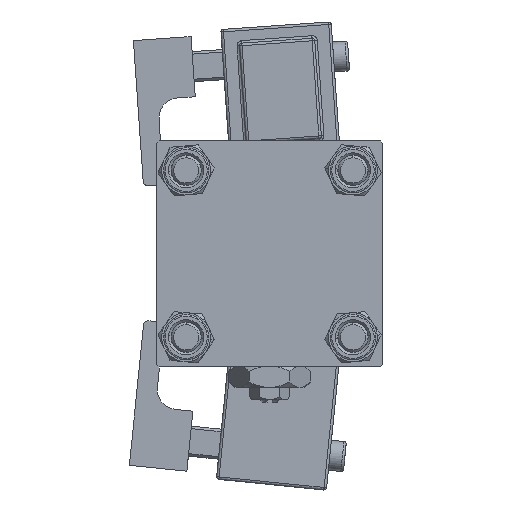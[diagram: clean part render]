
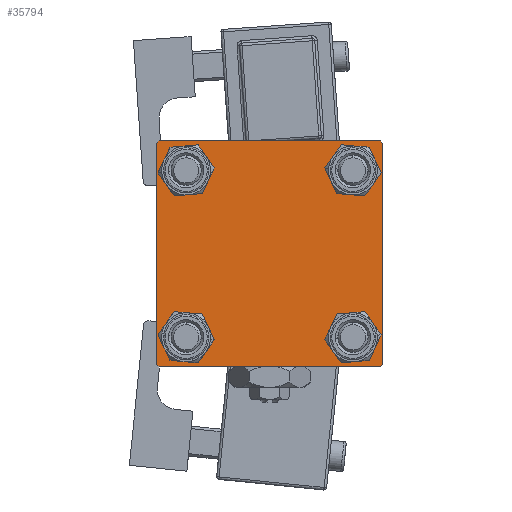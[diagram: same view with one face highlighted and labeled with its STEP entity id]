
A CAD part, left-side view. The second image highlights one B-rep face of the part: STEP entity #35794.
In plain terms, the highlighted planar face has unit normal (-1, 0, 0).
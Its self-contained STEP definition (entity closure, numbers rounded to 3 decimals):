
#43 = CARTESIAN_POINT ( 'NONE',  ( 0., -22., -22.5 ) ) ;
#61 = DIRECTION ( 'NONE',  ( 1., 0., 0. ) ) ;
#372 = CARTESIAN_POINT ( 'NONE',  ( 0., -16.6, -16.6 ) ) ;
#712 = FACE_BOUND ( 'NONE', #58332, .T. ) ;
#959 = CARTESIAN_POINT ( 'NONE',  ( 0., -22.25, 22.25 ) ) ;
#1409 = CARTESIAN_POINT ( 'NONE',  ( 0., 16.6, -16.6 ) ) ;
#1638 = DIRECTION ( 'NONE',  ( 0., -1., 0. ) ) ;
#2168 = ORIENTED_EDGE ( 'NONE', *, *, #53810, .T. ) ;
#3347 = CARTESIAN_POINT ( 'NONE',  ( 0., -16.6, 16.6 ) ) ;
#3451 = VECTOR ( 'NONE', #1638, 1000. ) ;
#3508 = ORIENTED_EDGE ( 'NONE', *, *, #37099, .T. ) ;
#3894 = AXIS2_PLACEMENT_3D ( 'NONE', #3347, #48885, #42778 ) ;
#4421 = ORIENTED_EDGE ( 'NONE', *, *, #39827, .T. ) ;
#4893 = VERTEX_POINT ( 'NONE', #43 ) ;
#6015 = ORIENTED_EDGE ( 'NONE', *, *, #14311, .T. ) ;
#6537 = ORIENTED_EDGE ( 'NONE', *, *, #40382, .T. ) ;
#6775 = LINE ( 'NONE', #959, #49618 ) ;
#7453 = ORIENTED_EDGE ( 'NONE', *, *, #48594, .F. ) ;
#7487 = EDGE_CURVE ( 'NONE', #41925, #55273, #18419, .T. ) ;
#7723 = CARTESIAN_POINT ( 'NONE',  ( 0., 22.5, 22.5 ) ) ;
#7995 = CARTESIAN_POINT ( 'NONE',  ( 0., -22.5, 22. ) ) ;
#8037 = CARTESIAN_POINT ( 'NONE',  ( 0., 16.6, -20.1 ) ) ;
#8111 = EDGE_LOOP ( 'NONE', ( #63885, #4421 ) ) ;
#8256 = VERTEX_POINT ( 'NONE', #62050 ) ;
#8494 = CIRCLE ( 'NONE', #14680, 3.5 ) ;
#10328 = DIRECTION ( 'NONE',  ( 0., 0., 1. ) ) ;
#10400 = DIRECTION ( 'NONE',  ( 0., 0., 1. ) ) ;
#10427 = FACE_BOUND ( 'NONE', #47385, .T. ) ;
#10676 = DIRECTION ( 'NONE',  ( 0., 0.707, 0.707 ) ) ;
#10994 = LINE ( 'NONE', #30696, #37107 ) ;
#11188 = ORIENTED_EDGE ( 'NONE', *, *, #41087, .T. ) ;
#11441 = DIRECTION ( 'NONE',  ( 1., 0., 0. ) ) ;
#11447 = VERTEX_POINT ( 'NONE', #8037 ) ;
#11455 = CARTESIAN_POINT ( 'NONE',  ( 0., 16.6, -13.1 ) ) ;
#11690 = PLANE ( 'NONE',  #28022 ) ;
#11801 = CIRCLE ( 'NONE', #13888, 3.5 ) ;
#12104 = CIRCLE ( 'NONE', #60637, 3.5 ) ;
#12779 = AXIS2_PLACEMENT_3D ( 'NONE', #16976, #47640, #41848 ) ;
#13060 = DIRECTION ( 'NONE',  ( 0., -0.707, 0.707 ) ) ;
#13434 = AXIS2_PLACEMENT_3D ( 'NONE', #55710, #11441, #26632 ) ;
#13554 = CARTESIAN_POINT ( 'NONE',  ( 0., 22.25, -22.25 ) ) ;
#13642 = VERTEX_POINT ( 'NONE', #54423 ) ;
#13865 = EDGE_CURVE ( 'NONE', #39355, #60227, #12104, .T. ) ;
#13888 = AXIS2_PLACEMENT_3D ( 'NONE', #50037, #40038, #25492 ) ;
#14212 = VERTEX_POINT ( 'NONE', #7995 ) ;
#14311 = EDGE_CURVE ( 'NONE', #32193, #34941, #55508, .T. ) ;
#14337 = CARTESIAN_POINT ( 'NONE',  ( 0., -22.25, -22.25 ) ) ;
#14680 = AXIS2_PLACEMENT_3D ( 'NONE', #20665, #60086, #10328 ) ;
#16551 = FACE_BOUND ( 'NONE', #52177, .T. ) ;
#16976 = CARTESIAN_POINT ( 'NONE',  ( 0., 16.6, -16.6 ) ) ;
#17031 = ORIENTED_EDGE ( 'NONE', *, *, #40217, .T. ) ;
#17072 = VECTOR ( 'NONE', #13060, 1000. ) ;
#18419 = LINE ( 'NONE', #13554, #59360 ) ;
#18548 = CARTESIAN_POINT ( 'NONE',  ( 0., -22.5, -22. ) ) ;
#19099 = DIRECTION ( 'NONE',  ( 0., 0., -1. ) ) ;
#19959 = ORIENTED_EDGE ( 'NONE', *, *, #53839, .T. ) ;
#20185 = VERTEX_POINT ( 'NONE', #18548 ) ;
#20665 = CARTESIAN_POINT ( 'NONE',  ( 0., -16.6, -16.6 ) ) ;
#21167 = CIRCLE ( 'NONE', #23776, 3.5 ) ;
#22675 = DIRECTION ( 'NONE',  ( 0., 0.707, -0.707 ) ) ;
#23776 = AXIS2_PLACEMENT_3D ( 'NONE', #41815, #50531, #41176 ) ;
#24910 = DIRECTION ( 'NONE',  ( 0., 0., -1. ) ) ;
#25301 = DIRECTION ( 'NONE',  ( 0., 0., 1. ) ) ;
#25492 = DIRECTION ( 'NONE',  ( 0., 0., 1. ) ) ;
#25901 = CARTESIAN_POINT ( 'NONE',  ( 0., 22.5, -22.5 ) ) ;
#25935 = DIRECTION ( 'NONE',  ( -1., 0., 0. ) ) ;
#25976 = VECTOR ( 'NONE', #19099, 1000. ) ;
#26632 = DIRECTION ( 'NONE',  ( 0., 0., 1. ) ) ;
#26801 = CARTESIAN_POINT ( 'NONE',  ( 0., 22., -22.5 ) ) ;
#27381 = CARTESIAN_POINT ( 'NONE',  ( 0., -16.6, 13.1 ) ) ;
#28022 = AXIS2_PLACEMENT_3D ( 'NONE', #36261, #25935, #25301 ) ;
#28915 = EDGE_LOOP ( 'NONE', ( #17031, #30895, #56429, #43134, #40294, #3508, #7453, #11188 ) ) ;
#29731 = EDGE_CURVE ( 'NONE', #14212, #20185, #10994, .T. ) ;
#30192 = DIRECTION ( 'NONE',  ( 1., 0., 0. ) ) ;
#30696 = CARTESIAN_POINT ( 'NONE',  ( 0., -22.5, 22.5 ) ) ;
#30895 = ORIENTED_EDGE ( 'NONE', *, *, #7487, .T. ) ;
#32193 = VERTEX_POINT ( 'NONE', #33934 ) ;
#33934 = CARTESIAN_POINT ( 'NONE',  ( 0., -16.6, 20.1 ) ) ;
#34020 = CARTESIAN_POINT ( 'NONE',  ( 0., -16.6, -13.1 ) ) ;
#34163 = VERTEX_POINT ( 'NONE', #11455 ) ;
#34318 = VERTEX_POINT ( 'NONE', #57335 ) ;
#34881 = CARTESIAN_POINT ( 'NONE',  ( 0., -16.6, -20.1 ) ) ;
#34941 = VERTEX_POINT ( 'NONE', #27381 ) ;
#35667 = VERTEX_POINT ( 'NONE', #52159 ) ;
#35794 = ADVANCED_FACE ( 'NONE', ( #16551, #10427, #46254, #712, #40795 ), #11690, .T. ) ;
#36261 = CARTESIAN_POINT ( 'NONE',  ( 0., 0., 0. ) ) ;
#36940 = ORIENTED_EDGE ( 'NONE', *, *, #13865, .T. ) ;
#37099 = EDGE_CURVE ( 'NONE', #14212, #34318, #6775, .T. ) ;
#37107 = VECTOR ( 'NONE', #24910, 1000. ) ;
#39355 = VERTEX_POINT ( 'NONE', #34881 ) ;
#39827 = EDGE_CURVE ( 'NONE', #11447, #34163, #62094, .T. ) ;
#40038 = DIRECTION ( 'NONE',  ( 1., 0., 0. ) ) ;
#40217 = EDGE_CURVE ( 'NONE', #8256, #41925, #53967, .T. ) ;
#40283 = CIRCLE ( 'NONE', #13434, 3.5 ) ;
#40294 = ORIENTED_EDGE ( 'NONE', *, *, #29731, .F. ) ;
#40382 = EDGE_CURVE ( 'NONE', #60227, #39355, #8494, .T. ) ;
#40795 = FACE_OUTER_BOUND ( 'NONE', #28915, .T. ) ;
#41076 = LINE ( 'NONE', #25901, #3451 ) ;
#41087 = EDGE_CURVE ( 'NONE', #13642, #8256, #61129, .T. ) ;
#41176 = DIRECTION ( 'NONE',  ( 0., 0., 1. ) ) ;
#41657 = CARTESIAN_POINT ( 'NONE',  ( 0., 16.6, 20.1 ) ) ;
#41815 = CARTESIAN_POINT ( 'NONE',  ( 0., 16.6, 16.6 ) ) ;
#41848 = DIRECTION ( 'NONE',  ( 0., 0., 1. ) ) ;
#41925 = VERTEX_POINT ( 'NONE', #47164 ) ;
#42778 = DIRECTION ( 'NONE',  ( 0., 0., 1. ) ) ;
#43134 = ORIENTED_EDGE ( 'NONE', *, *, #49320, .T. ) ;
#43725 = CIRCLE ( 'NONE', #12779, 3.5 ) ;
#44139 = EDGE_CURVE ( 'NONE', #55273, #4893, #41076, .T. ) ;
#44391 = EDGE_CURVE ( 'NONE', #34163, #11447, #43725, .T. ) ;
#46107 = EDGE_CURVE ( 'NONE', #35667, #56313, #11801, .T. ) ;
#46254 = FACE_BOUND ( 'NONE', #8111, .T. ) ;
#47138 = DIRECTION ( 'NONE',  ( 0., -1., 0. ) ) ;
#47164 = CARTESIAN_POINT ( 'NONE',  ( 0., 22.5, -22. ) ) ;
#47385 = EDGE_LOOP ( 'NONE', ( #6537, #36940 ) ) ;
#47640 = DIRECTION ( 'NONE',  ( 1., 0., 0. ) ) ;
#48594 = EDGE_CURVE ( 'NONE', #13642, #34318, #56193, .T. ) ;
#48885 = DIRECTION ( 'NONE',  ( 1., 0., 0. ) ) ;
#49320 = EDGE_CURVE ( 'NONE', #4893, #20185, #63135, .T. ) ;
#49618 = VECTOR ( 'NONE', #10676, 1000. ) ;
#49707 = AXIS2_PLACEMENT_3D ( 'NONE', #1409, #30192, #49902 ) ;
#49902 = DIRECTION ( 'NONE',  ( 0., 0., 1. ) ) ;
#50037 = CARTESIAN_POINT ( 'NONE',  ( 0., 16.6, 16.6 ) ) ;
#50531 = DIRECTION ( 'NONE',  ( 1., 0., 0. ) ) ;
#52159 = CARTESIAN_POINT ( 'NONE',  ( 0., 16.6, 13.1 ) ) ;
#52177 = EDGE_LOOP ( 'NONE', ( #6015, #19959 ) ) ;
#52698 = CARTESIAN_POINT ( 'NONE',  ( 0., 22.5, 22.5 ) ) ;
#53810 = EDGE_CURVE ( 'NONE', #56313, #35667, #21167, .T. ) ;
#53839 = EDGE_CURVE ( 'NONE', #34941, #32193, #40283, .T. ) ;
#53967 = LINE ( 'NONE', #52698, #25976 ) ;
#54226 = VECTOR ( 'NONE', #47138, 1000. ) ;
#54423 = CARTESIAN_POINT ( 'NONE',  ( 0., 22., 22.5 ) ) ;
#55273 = VERTEX_POINT ( 'NONE', #26801 ) ;
#55508 = CIRCLE ( 'NONE', #3894, 3.5 ) ;
#55710 = CARTESIAN_POINT ( 'NONE',  ( 0., -16.6, 16.6 ) ) ;
#55941 = VECTOR ( 'NONE', #22675, 1000. ) ;
#56193 = LINE ( 'NONE', #7723, #54226 ) ;
#56282 = CARTESIAN_POINT ( 'NONE',  ( 0., 22.25, 22.25 ) ) ;
#56313 = VERTEX_POINT ( 'NONE', #41657 ) ;
#56429 = ORIENTED_EDGE ( 'NONE', *, *, #44139, .T. ) ;
#56591 = ORIENTED_EDGE ( 'NONE', *, *, #46107, .T. ) ;
#57335 = CARTESIAN_POINT ( 'NONE',  ( 0., -22., 22.5 ) ) ;
#58332 = EDGE_LOOP ( 'NONE', ( #2168, #56591 ) ) ;
#59360 = VECTOR ( 'NONE', #63310, 1000. ) ;
#60086 = DIRECTION ( 'NONE',  ( 1., 0., 0. ) ) ;
#60227 = VERTEX_POINT ( 'NONE', #34020 ) ;
#60637 = AXIS2_PLACEMENT_3D ( 'NONE', #372, #61, #10400 ) ;
#61129 = LINE ( 'NONE', #56282, #55941 ) ;
#62050 = CARTESIAN_POINT ( 'NONE',  ( 0., 22.5, 22. ) ) ;
#62094 = CIRCLE ( 'NONE', #49707, 3.5 ) ;
#63135 = LINE ( 'NONE', #14337, #17072 ) ;
#63310 = DIRECTION ( 'NONE',  ( 0., -0.707, -0.707 ) ) ;
#63885 = ORIENTED_EDGE ( 'NONE', *, *, #44391, .T. ) ;
